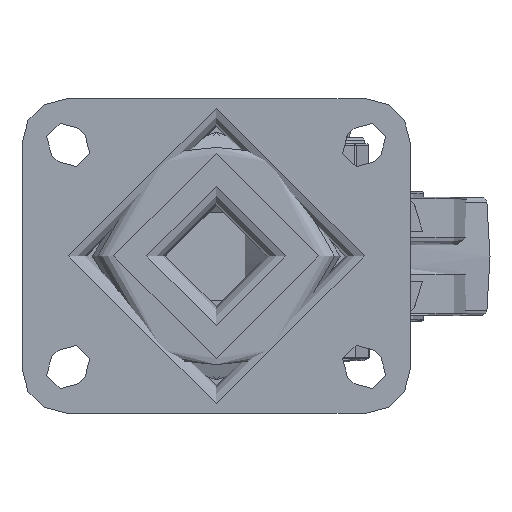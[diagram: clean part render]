
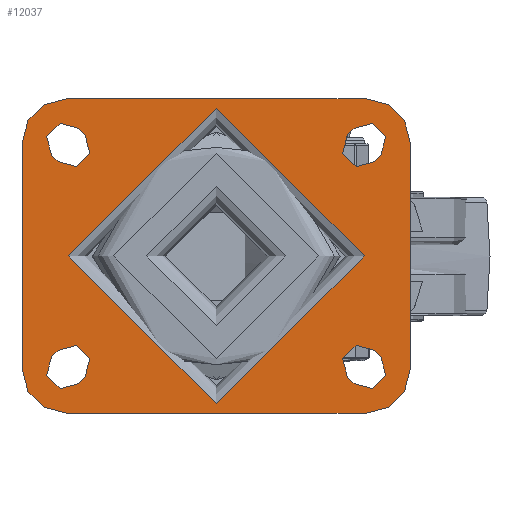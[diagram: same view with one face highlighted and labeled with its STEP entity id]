
A CAD part, top view. The second image highlights one B-rep face of the part: STEP entity #12037.
In plain terms, the highlighted planar face has unit normal (0, 0, 1).
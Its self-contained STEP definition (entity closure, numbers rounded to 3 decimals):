
#1159=FACE_BOUND('',#4398,.T.);
#1160=FACE_BOUND('',#4399,.T.);
#1161=FACE_BOUND('',#4400,.T.);
#1162=FACE_BOUND('',#4401,.T.);
#1163=FACE_BOUND('',#4402,.T.);
#1349=PLANE('',#13137);
#1848=LINE('',#21800,#2602);
#1849=LINE('',#21801,#2603);
#1850=LINE('',#21802,#2604);
#1851=LINE('',#21803,#2605);
#1852=LINE('',#21804,#2606);
#1853=LINE('',#21805,#2607);
#1854=LINE('',#21806,#2608);
#1855=LINE('',#21807,#2609);
#1856=LINE('',#21808,#2610);
#1857=LINE('',#21809,#2611);
#1858=LINE('',#21810,#2612);
#1859=LINE('',#21811,#2613);
#2602=VECTOR('',#15251,1000.);
#2603=VECTOR('',#15252,1000.);
#2604=VECTOR('',#15253,1000.);
#2605=VECTOR('',#15254,1000.);
#2606=VECTOR('',#15255,1000.);
#2607=VECTOR('',#15256,1000.);
#2608=VECTOR('',#15257,1000.);
#2609=VECTOR('',#15258,1000.);
#2610=VECTOR('',#15259,1000.);
#2611=VECTOR('',#15260,1000.);
#2612=VECTOR('',#15261,1000.);
#2613=VECTOR('',#15262,1000.);
#3569=FACE_OUTER_BOUND('',#4397,.T.);
#4397=EDGE_LOOP('',(#10058,#10059,#10060,#10061,#10062,#10063,#10064,#10065));
#4398=EDGE_LOOP('',(#10066));
#4399=EDGE_LOOP('',(#10067,#10068,#10069,#10070));
#4400=EDGE_LOOP('',(#10071,#10072,#10073,#10074));
#4401=EDGE_LOOP('',(#10075,#10076,#10077,#10078));
#4402=EDGE_LOOP('',(#10079,#10080,#10081,#10082));
#4995=CIRCLE('',#13061,5.125);
#4996=CIRCLE('',#13063,5.125);
#4999=CIRCLE('',#13067,5.125);
#5000=CIRCLE('',#13069,5.125);
#5002=CIRCLE('',#13072,5.125);
#5005=CIRCLE('',#13076,5.125);
#5006=CIRCLE('',#13078,5.125);
#5009=CIRCLE('',#13082,5.125);
#5010=CIRCLE('',#13084,12.);
#5012=CIRCLE('',#13087,12.);
#5014=CIRCLE('',#13090,12.);
#5016=CIRCLE('',#13093,12.);
#5019=CIRCLE('',#13098,40.);
#5855=VERTEX_POINT('',#21629);
#5856=VERTEX_POINT('',#21631);
#5857=VERTEX_POINT('',#21635);
#5858=VERTEX_POINT('',#21636);
#5863=VERTEX_POINT('',#21647);
#5864=VERTEX_POINT('',#21649);
#5865=VERTEX_POINT('',#21653);
#5866=VERTEX_POINT('',#21654);
#5869=VERTEX_POINT('',#21662);
#5870=VERTEX_POINT('',#21663);
#5875=VERTEX_POINT('',#21674);
#5876=VERTEX_POINT('',#21676);
#5877=VERTEX_POINT('',#21680);
#5878=VERTEX_POINT('',#21681);
#5883=VERTEX_POINT('',#21692);
#5884=VERTEX_POINT('',#21694);
#5885=VERTEX_POINT('',#21698);
#5886=VERTEX_POINT('',#21699);
#5889=VERTEX_POINT('',#21707);
#5890=VERTEX_POINT('',#21708);
#5893=VERTEX_POINT('',#21716);
#5894=VERTEX_POINT('',#21717);
#5897=VERTEX_POINT('',#21725);
#5898=VERTEX_POINT('',#21726);
#5902=VERTEX_POINT('',#21738);
#7293=EDGE_CURVE('',#5856,#5855,#4995,.T.);
#7295=EDGE_CURVE('',#5857,#5858,#4996,.T.);
#7301=EDGE_CURVE('',#5864,#5863,#4999,.T.);
#7303=EDGE_CURVE('',#5865,#5866,#5000,.T.);
#7307=EDGE_CURVE('',#5869,#5870,#5002,.T.);
#7313=EDGE_CURVE('',#5876,#5875,#5005,.T.);
#7315=EDGE_CURVE('',#5877,#5878,#5006,.T.);
#7321=EDGE_CURVE('',#5884,#5883,#5009,.T.);
#7323=EDGE_CURVE('',#5885,#5886,#5010,.T.);
#7327=EDGE_CURVE('',#5889,#5890,#5012,.T.);
#7331=EDGE_CURVE('',#5893,#5894,#5014,.T.);
#7335=EDGE_CURVE('',#5897,#5898,#5016,.T.);
#7341=EDGE_CURVE('',#5902,#5902,#5019,.T.);
#7370=EDGE_CURVE('',#5894,#5897,#1848,.T.);
#7371=EDGE_CURVE('',#5890,#5893,#1849,.T.);
#7372=EDGE_CURVE('',#5886,#5889,#1850,.T.);
#7373=EDGE_CURVE('',#5898,#5885,#1851,.T.);
#7374=EDGE_CURVE('',#5878,#5884,#1852,.T.);
#7375=EDGE_CURVE('',#5883,#5877,#1853,.T.);
#7376=EDGE_CURVE('',#5870,#5876,#1854,.T.);
#7377=EDGE_CURVE('',#5875,#5869,#1855,.T.);
#7378=EDGE_CURVE('',#5863,#5865,#1856,.T.);
#7379=EDGE_CURVE('',#5866,#5864,#1857,.T.);
#7380=EDGE_CURVE('',#5855,#5857,#1858,.T.);
#7381=EDGE_CURVE('',#5858,#5856,#1859,.T.);
#10058=ORIENTED_EDGE('',*,*,#7335,.F.);
#10059=ORIENTED_EDGE('',*,*,#7370,.F.);
#10060=ORIENTED_EDGE('',*,*,#7331,.F.);
#10061=ORIENTED_EDGE('',*,*,#7371,.F.);
#10062=ORIENTED_EDGE('',*,*,#7327,.F.);
#10063=ORIENTED_EDGE('',*,*,#7372,.F.);
#10064=ORIENTED_EDGE('',*,*,#7323,.F.);
#10065=ORIENTED_EDGE('',*,*,#7373,.F.);
#10066=ORIENTED_EDGE('',*,*,#7341,.F.);
#10067=ORIENTED_EDGE('',*,*,#7374,.T.);
#10068=ORIENTED_EDGE('',*,*,#7321,.T.);
#10069=ORIENTED_EDGE('',*,*,#7375,.T.);
#10070=ORIENTED_EDGE('',*,*,#7315,.T.);
#10071=ORIENTED_EDGE('',*,*,#7376,.T.);
#10072=ORIENTED_EDGE('',*,*,#7313,.T.);
#10073=ORIENTED_EDGE('',*,*,#7377,.T.);
#10074=ORIENTED_EDGE('',*,*,#7307,.T.);
#10075=ORIENTED_EDGE('',*,*,#7378,.T.);
#10076=ORIENTED_EDGE('',*,*,#7303,.T.);
#10077=ORIENTED_EDGE('',*,*,#7379,.T.);
#10078=ORIENTED_EDGE('',*,*,#7301,.T.);
#10079=ORIENTED_EDGE('',*,*,#7380,.T.);
#10080=ORIENTED_EDGE('',*,*,#7295,.T.);
#10081=ORIENTED_EDGE('',*,*,#7381,.T.);
#10082=ORIENTED_EDGE('',*,*,#7293,.T.);
#12037=ADVANCED_FACE('',(#3569,#1159,#1160,#1161,#1162,#1163),#1349,.T.);
#13061=AXIS2_PLACEMENT_3D('',#21632,#15069,#15070);
#13063=AXIS2_PLACEMENT_3D('',#21637,#15074,#15075);
#13067=AXIS2_PLACEMENT_3D('',#21650,#15085,#15086);
#13069=AXIS2_PLACEMENT_3D('',#21655,#15090,#15091);
#13072=AXIS2_PLACEMENT_3D('',#21664,#15098,#15099);
#13076=AXIS2_PLACEMENT_3D('',#21677,#15109,#15110);
#13078=AXIS2_PLACEMENT_3D('',#21682,#15114,#15115);
#13082=AXIS2_PLACEMENT_3D('',#21695,#15125,#15126);
#13084=AXIS2_PLACEMENT_3D('',#21700,#15130,#15131);
#13087=AXIS2_PLACEMENT_3D('',#21709,#15138,#15139);
#13090=AXIS2_PLACEMENT_3D('',#21718,#15146,#15147);
#13093=AXIS2_PLACEMENT_3D('',#21727,#15154,#15155);
#13098=AXIS2_PLACEMENT_3D('',#21739,#15167,#15168);
#13137=AXIS2_PLACEMENT_3D('',#21799,#15249,#15250);
#15069=DIRECTION('center_axis',(0.,0.,-1.));
#15070=DIRECTION('ref_axis',(-1.,0.,0.));
#15074=DIRECTION('center_axis',(0.,0.,-1.));
#15075=DIRECTION('ref_axis',(-1.,0.,0.));
#15085=DIRECTION('center_axis',(0.,0.,-1.));
#15086=DIRECTION('ref_axis',(-1.,0.,0.));
#15090=DIRECTION('center_axis',(0.,0.,-1.));
#15091=DIRECTION('ref_axis',(-1.,0.,0.));
#15098=DIRECTION('center_axis',(0.,0.,-1.));
#15099=DIRECTION('ref_axis',(1.,0.,0.));
#15109=DIRECTION('center_axis',(0.,0.,-1.));
#15110=DIRECTION('ref_axis',(1.,0.,0.));
#15114=DIRECTION('center_axis',(0.,0.,-1.));
#15115=DIRECTION('ref_axis',(1.,0.,0.));
#15125=DIRECTION('center_axis',(0.,0.,-1.));
#15126=DIRECTION('ref_axis',(1.,0.,0.));
#15130=DIRECTION('center_axis',(0.,0.,-1.));
#15131=DIRECTION('ref_axis',(-0.707,0.707,0.));
#15138=DIRECTION('center_axis',(0.,0.,-1.));
#15139=DIRECTION('ref_axis',(0.707,0.707,0.));
#15146=DIRECTION('center_axis',(0.,0.,-1.));
#15147=DIRECTION('ref_axis',(0.707,-0.707,0.));
#15154=DIRECTION('center_axis',(0.,0.,-1.));
#15155=DIRECTION('ref_axis',(-0.707,-0.707,0.));
#15167=DIRECTION('center_axis',(0.,0.,1.));
#15168=DIRECTION('ref_axis',(1.,0.,0.));
#15249=DIRECTION('center_axis',(0.,0.,1.));
#15250=DIRECTION('ref_axis',(1.,0.,0.));
#15251=DIRECTION('',(-1.,0.,0.));
#15252=DIRECTION('',(0.,-1.,0.));
#15253=DIRECTION('',(1.,0.,0.));
#15254=DIRECTION('',(0.,1.,0.));
#15255=DIRECTION('',(-0.707,0.707,0.));
#15256=DIRECTION('',(0.707,-0.707,0.));
#15257=DIRECTION('',(-0.707,-0.707,0.));
#15258=DIRECTION('',(0.707,0.707,0.));
#15259=DIRECTION('',(-0.707,-0.707,0.));
#15260=DIRECTION('',(0.707,0.707,0.));
#15261=DIRECTION('',(-0.707,0.707,0.));
#15262=DIRECTION('',(0.707,-0.707,0.));
#21629=CARTESIAN_POINT('',(37.26,-34.508,0.));
#21631=CARTESIAN_POINT('',(44.508,-27.26,0.));
#21632=CARTESIAN_POINT('Origin',(40.884,-30.884,0.));
#21635=CARTESIAN_POINT('',(35.492,-32.74,0.));
#21636=CARTESIAN_POINT('',(42.74,-25.492,0.));
#21637=CARTESIAN_POINT('Origin',(39.116,-29.116,0.));
#21647=CARTESIAN_POINT('',(44.508,27.26,0.));
#21649=CARTESIAN_POINT('',(37.26,34.508,0.));
#21650=CARTESIAN_POINT('Origin',(40.884,30.884,0.));
#21653=CARTESIAN_POINT('',(42.74,25.492,0.));
#21654=CARTESIAN_POINT('',(35.492,32.74,0.));
#21655=CARTESIAN_POINT('Origin',(39.116,29.116,0.));
#21662=CARTESIAN_POINT('',(-42.74,-25.492,0.));
#21663=CARTESIAN_POINT('',(-35.492,-32.74,0.));
#21664=CARTESIAN_POINT('Origin',(-39.116,-29.116,0.));
#21674=CARTESIAN_POINT('',(-44.508,-27.26,0.));
#21676=CARTESIAN_POINT('',(-37.26,-34.508,0.));
#21677=CARTESIAN_POINT('Origin',(-40.884,-30.884,0.));
#21680=CARTESIAN_POINT('',(-35.492,32.74,0.));
#21681=CARTESIAN_POINT('',(-42.74,25.492,0.));
#21682=CARTESIAN_POINT('Origin',(-39.116,29.116,0.));
#21692=CARTESIAN_POINT('',(-37.26,34.508,0.));
#21694=CARTESIAN_POINT('',(-44.508,27.26,0.));
#21695=CARTESIAN_POINT('Origin',(-40.884,30.884,0.));
#21698=CARTESIAN_POINT('',(-52.5,30.5,0.));
#21699=CARTESIAN_POINT('',(-40.5,42.5,0.));
#21700=CARTESIAN_POINT('Origin',(-40.5,30.5,0.));
#21707=CARTESIAN_POINT('',(40.5,42.5,0.));
#21708=CARTESIAN_POINT('',(52.5,30.5,0.));
#21709=CARTESIAN_POINT('Origin',(40.5,30.5,0.));
#21716=CARTESIAN_POINT('',(52.5,-30.5,0.));
#21717=CARTESIAN_POINT('',(40.5,-42.5,0.));
#21718=CARTESIAN_POINT('Origin',(40.5,-30.5,0.));
#21725=CARTESIAN_POINT('',(-40.5,-42.5,0.));
#21726=CARTESIAN_POINT('',(-52.5,-30.5,0.));
#21727=CARTESIAN_POINT('Origin',(-40.5,-30.5,0.));
#21738=CARTESIAN_POINT('',(40.,0.,0.));
#21739=CARTESIAN_POINT('Origin',(0.,0.,0.));
#21799=CARTESIAN_POINT('Origin',(0.,0.,0.));
#21800=CARTESIAN_POINT('',(52.5,-42.5,0.));
#21801=CARTESIAN_POINT('',(52.5,42.5,0.));
#21802=CARTESIAN_POINT('',(-52.5,42.5,0.));
#21803=CARTESIAN_POINT('',(-52.5,-42.5,0.));
#21804=CARTESIAN_POINT('',(-44.508,27.26,0.));
#21805=CARTESIAN_POINT('',(-37.26,34.508,0.));
#21806=CARTESIAN_POINT('',(-37.26,-34.508,0.));
#21807=CARTESIAN_POINT('',(-44.508,-27.26,0.));
#21808=CARTESIAN_POINT('',(44.508,27.26,0.));
#21809=CARTESIAN_POINT('',(37.26,34.508,0.));
#21810=CARTESIAN_POINT('',(37.26,-34.508,0.));
#21811=CARTESIAN_POINT('',(44.508,-27.26,0.));
